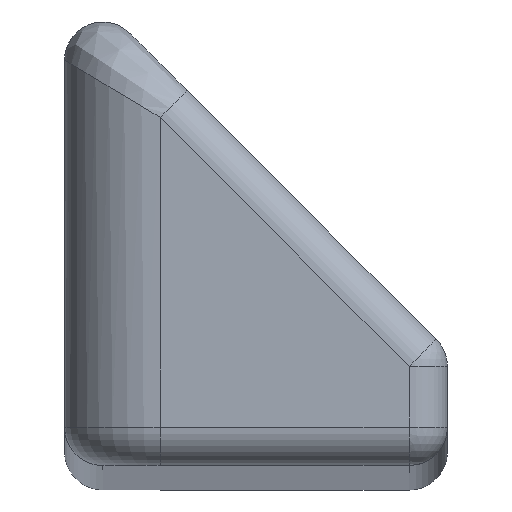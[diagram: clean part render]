
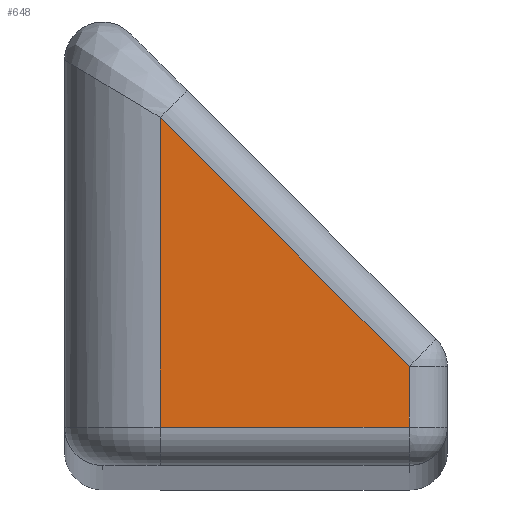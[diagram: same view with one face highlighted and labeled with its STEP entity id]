
A CAD part, top view. The second image highlights one B-rep face of the part: STEP entity #648.
In plain terms, the highlighted planar face has unit normal (0, 0, 1).
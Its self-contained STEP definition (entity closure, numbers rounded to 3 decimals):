
#56 = CARTESIAN_POINT ( 'NONE',  ( 1.8, 0.517, 36.9 ) ) ;
#69 = LINE ( 'NONE', #286, #596 ) ;
#100 = CARTESIAN_POINT ( 'NONE',  ( 1.159, 1.159, 36.9 ) ) ;
#108 = LINE ( 'NONE', #100, #740 ) ;
#113 = CARTESIAN_POINT ( 'NONE',  ( 1.8, 0.2, 36.9 ) ) ;
#123 = PLANE ( 'NONE',  #682 ) ;
#129 = VECTOR ( 'NONE', #629, 1000. ) ;
#153 = LINE ( 'NONE', #390, #129 ) ;
#176 = DIRECTION ( 'NONE',  ( 0., 0., 1. ) ) ;
#188 = DIRECTION ( 'NONE',  ( 0., 1., 0. ) ) ;
#210 = EDGE_CURVE ( 'NONE', #656, #257, #69, .T. ) ;
#231 = ORIENTED_EDGE ( 'NONE', *, *, #425, .T. ) ;
#256 = CARTESIAN_POINT ( 'NONE',  ( 0.5, 0.2, 36.9 ) ) ;
#257 = VERTEX_POINT ( 'NONE', #256 ) ;
#286 = CARTESIAN_POINT ( 'NONE',  ( 0.5, 0., 36.9 ) ) ;
#317 = VECTOR ( 'NONE', #188, 1000. ) ;
#375 = CARTESIAN_POINT ( 'NONE',  ( 1.8, 0., 36.9 ) ) ;
#390 = CARTESIAN_POINT ( 'NONE',  ( 0., 0.2, 36.9 ) ) ;
#394 = DIRECTION ( 'NONE',  ( -0.707, 0.707, 0. ) ) ;
#425 = EDGE_CURVE ( 'NONE', #257, #608, #153, .T. ) ;
#471 = CARTESIAN_POINT ( 'NONE',  ( 0.5, 1.817, 36.9 ) ) ;
#475 = ORIENTED_EDGE ( 'NONE', *, *, #515, .T. ) ;
#484 = LINE ( 'NONE', #375, #317 ) ;
#515 = EDGE_CURVE ( 'NONE', #645, #656, #108, .T. ) ;
#553 = FACE_OUTER_BOUND ( 'NONE', #788, .T. ) ;
#593 = CARTESIAN_POINT ( 'NONE',  ( 0., 0., 36.9 ) ) ;
#596 = VECTOR ( 'NONE', #734, 1000. ) ;
#608 = VERTEX_POINT ( 'NONE', #113 ) ;
#629 = DIRECTION ( 'NONE',  ( 1., 0., 0. ) ) ;
#634 = ORIENTED_EDGE ( 'NONE', *, *, #721, .T. ) ;
#645 = VERTEX_POINT ( 'NONE', #56 ) ;
#648 = ADVANCED_FACE ( 'NONE', ( #553 ), #123, .T. ) ;
#656 = VERTEX_POINT ( 'NONE', #471 ) ;
#682 = AXIS2_PLACEMENT_3D ( 'NONE', #593, #176, #723 ) ;
#721 = EDGE_CURVE ( 'NONE', #608, #645, #484, .T. ) ;
#723 = DIRECTION ( 'NONE',  ( 1., 0., 0. ) ) ;
#734 = DIRECTION ( 'NONE',  ( 0., -1., 0. ) ) ;
#740 = VECTOR ( 'NONE', #394, 1000. ) ;
#767 = ORIENTED_EDGE ( 'NONE', *, *, #210, .T. ) ;
#788 = EDGE_LOOP ( 'NONE', ( #475, #767, #231, #634 ) ) ;
